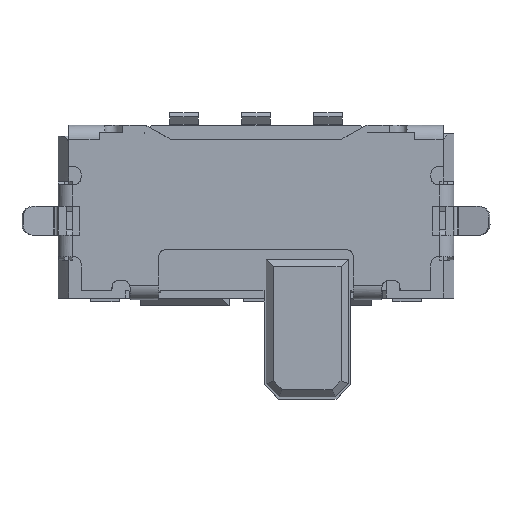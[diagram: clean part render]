
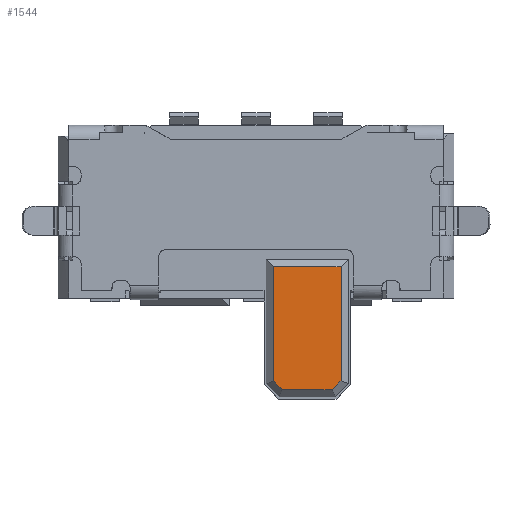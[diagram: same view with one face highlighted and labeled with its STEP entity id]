
A CAD part, top view. The second image highlights one B-rep face of the part: STEP entity #1544.
In plain terms, the highlighted planar face has unit normal (0, 0, 1).
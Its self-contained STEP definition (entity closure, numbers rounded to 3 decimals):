
#14 = CARTESIAN_POINT ( 'NONE',  ( 0.241, -2.348, 0.7 ) ) ;
#36 = DIRECTION ( 'NONE',  ( 1., 0., 0. ) ) ;
#37 = VECTOR ( 'NONE', #36, 1000. ) ;
#38 = CARTESIAN_POINT ( 'NONE',  ( 0.319, -2.472, 0.7 ) ) ;
#90 = DIRECTION ( 'NONE',  ( 0.707, -0.707, 0. ) ) ;
#91 = VECTOR ( 'NONE', #90, 1000. ) ;
#92 = CARTESIAN_POINT ( 'NONE',  ( 0.241, -2.348, 0.7 ) ) ;
#93 = LINE ( 'NONE', #92, #91 ) ;
#119 = DIRECTION ( 'NONE',  ( 0., -1., 0. ) ) ;
#120 = VECTOR ( 'NONE', #119, 1000. ) ;
#121 = CARTESIAN_POINT ( 'NONE',  ( 0.241, -2.39, 0.7 ) ) ;
#122 = LINE ( 'NONE', #121, #120 ) ;
#1544 = ADVANCED_FACE ( 'NONE', ( #17779 ), #17082, .T. ) ;
#1545 = EDGE_LOOP ( 'NONE', ( #1546, #1547, #1548, #1549, #1550, #1551 ) ) ;
#1546 = ORIENTED_EDGE ( 'NONE', *, *, #9189, .T. ) ;
#1547 = ORIENTED_EDGE ( 'NONE', *, *, #8810, .T. ) ;
#1548 = ORIENTED_EDGE ( 'NONE', *, *, #8799, .T. ) ;
#1549 = ORIENTED_EDGE ( 'NONE', *, *, #8773, .T. ) ;
#1550 = ORIENTED_EDGE ( 'NONE', *, *, #9160, .T. ) ;
#1551 = ORIENTED_EDGE ( 'NONE', *, *, #9335, .T. ) ;
#8773 = EDGE_CURVE ( 'NONE', #9338, #9228, #19801, .T. ) ;
#8778 = VERTEX_POINT ( 'NONE', #14 ) ;
#8799 = EDGE_CURVE ( 'NONE', #8778, #9338, #93, .T. ) ;
#8810 = EDGE_CURVE ( 'NONE', #9187, #8778, #122, .T. ) ;
#9158 = VERTEX_POINT ( 'NONE', #14647 ) ;
#9160 = EDGE_CURVE ( 'NONE', #9228, #9158, #14645, .T. ) ;
#9183 = VERTEX_POINT ( 'NONE', #14719 ) ;
#9187 = VERTEX_POINT ( 'NONE', #14714 ) ;
#9189 = EDGE_CURVE ( 'NONE', #9183, #9187, #14713, .T. ) ;
#9228 = VERTEX_POINT ( 'NONE', #14772 ) ;
#9335 = EDGE_CURVE ( 'NONE', #9158, #9183, #14990, .T. ) ;
#9338 = VERTEX_POINT ( 'NONE', #15021 ) ;
#14642 = DIRECTION ( 'NONE',  ( 0.707, 0.707, 0. ) ) ;
#14643 = VECTOR ( 'NONE', #14642, 1000. ) ;
#14644 = CARTESIAN_POINT ( 'NONE',  ( 1.057, -2.472, 0.7 ) ) ;
#14645 = LINE ( 'NONE', #14644, #14643 ) ;
#14647 = CARTESIAN_POINT ( 'NONE',  ( 1.181, -2.348, 0.7 ) ) ;
#14710 = DIRECTION ( 'NONE',  ( -1., 0., 0. ) ) ;
#14711 = VECTOR ( 'NONE', #14710, 1000. ) ;
#14712 = CARTESIAN_POINT ( 'NONE',  ( 0.134, -0.762, 0.7 ) ) ;
#14713 = LINE ( 'NONE', #14712, #14711 ) ;
#14714 = CARTESIAN_POINT ( 'NONE',  ( 0.241, -0.762, 0.7 ) ) ;
#14719 = CARTESIAN_POINT ( 'NONE',  ( 1.181, -0.762, 0.7 ) ) ;
#14772 = CARTESIAN_POINT ( 'NONE',  ( 1.057, -2.472, 0.7 ) ) ;
#14987 = DIRECTION ( 'NONE',  ( 0., 1., 0. ) ) ;
#14988 = VECTOR ( 'NONE', #14987, 1000. ) ;
#14989 = CARTESIAN_POINT ( 'NONE',  ( 1.181, -2.39, 0.7 ) ) ;
#14990 = LINE ( 'NONE', #14989, #14988 ) ;
#15021 = CARTESIAN_POINT ( 'NONE',  ( 0.365, -2.472, 0.7 ) ) ;
#17082 = PLANE ( 'NONE',  #17096 ) ;
#17093 = DIRECTION ( 'NONE',  ( 1., 0., 0. ) ) ;
#17094 = DIRECTION ( 'NONE',  ( 0., 0., 1. ) ) ;
#17095 = CARTESIAN_POINT ( 'NONE',  ( 0.241, -2.472, 0.7 ) ) ;
#17096 = AXIS2_PLACEMENT_3D ( 'NONE', #17095, #17094, #17093 ) ;
#17779 = FACE_OUTER_BOUND ( 'NONE', #1545, .T. ) ;
#19801 = LINE ( 'NONE', #38, #37 ) ;
